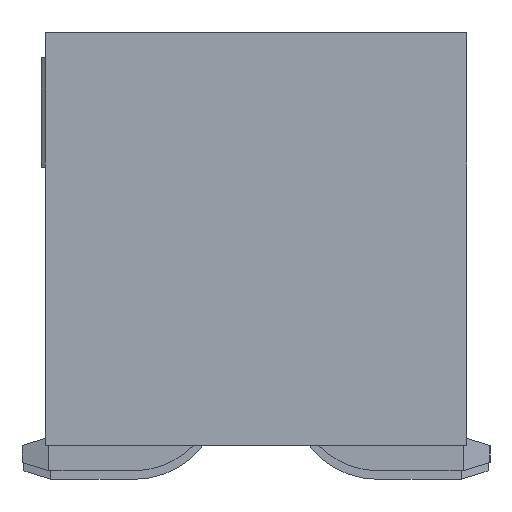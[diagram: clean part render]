
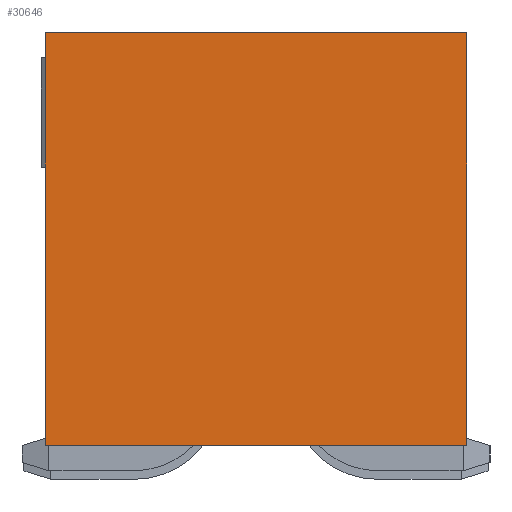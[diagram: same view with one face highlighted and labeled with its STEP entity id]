
A CAD part, front view. The second image highlights one B-rep face of the part: STEP entity #30646.
In plain terms, the highlighted face is planar.
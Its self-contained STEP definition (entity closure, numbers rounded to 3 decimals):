
#1797=ORIENTED_EDGE('',*,*,#7956,.F.);
#1798=ORIENTED_EDGE('',*,*,#7957,.F.);
#1799=ORIENTED_EDGE('',*,*,#7958,.T.);
#1800=ORIENTED_EDGE('',*,*,#7959,.T.);
#7956=EDGE_CURVE('',#11026,#11027,#13248,.T.);
#7957=EDGE_CURVE('',#11028,#11026,#13249,.T.);
#7958=EDGE_CURVE('',#11028,#11029,#13250,.T.);
#7959=EDGE_CURVE('',#11029,#11027,#13251,.T.);
#11026=VERTEX_POINT('',#41223);
#11027=VERTEX_POINT('',#41224);
#11028=VERTEX_POINT('',#41226);
#11029=VERTEX_POINT('',#41228);
#13248=LINE('',#41222,#16284);
#13249=LINE('',#41225,#16285);
#13250=LINE('',#41227,#16286);
#13251=LINE('',#41229,#16287);
#16284=VECTOR('',#34608,1000.);
#16285=VECTOR('',#34609,1000.);
#16286=VECTOR('',#34610,1000.);
#16287=VECTOR('',#34611,1000.);
#18492=EDGE_LOOP('',(#1797,#1798,#1799,#1800));
#19752=FACE_BOUND('',#18492,.T.);
#20972=PLANE('',#31872);
#30646=ADVANCED_FACE('',(#19752),#20972,.T.);
#31872=AXIS2_PLACEMENT_3D('',#41221,#34606,#34607);
#34606=DIRECTION('',(1.,0.,0.));
#34607=DIRECTION('',(0.,0.,-1.));
#34608=DIRECTION('',(0.,0.,-1.));
#34609=DIRECTION('',(0.,1.,0.));
#34610=DIRECTION('',(0.,0.,-1.));
#34611=DIRECTION('',(0.,1.,0.));
#41221=CARTESIAN_POINT('',(15.875,-2.5,2.45));
#41222=CARTESIAN_POINT('',(15.875,2.5,2.45));
#41223=CARTESIAN_POINT('',(15.875,2.5,2.45));
#41224=CARTESIAN_POINT('',(15.875,2.5,-2.45));
#41225=CARTESIAN_POINT('',(15.875,-2.5,2.45));
#41226=CARTESIAN_POINT('',(15.875,-2.5,2.45));
#41227=CARTESIAN_POINT('',(15.875,-2.5,2.45));
#41228=CARTESIAN_POINT('',(15.875,-2.5,-2.45));
#41229=CARTESIAN_POINT('',(15.875,-2.5,-2.45));
